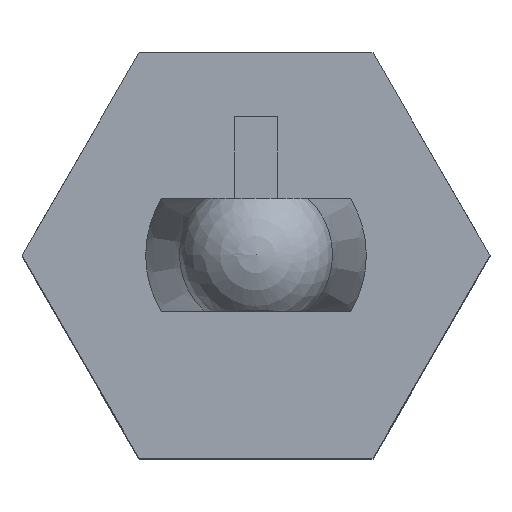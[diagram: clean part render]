
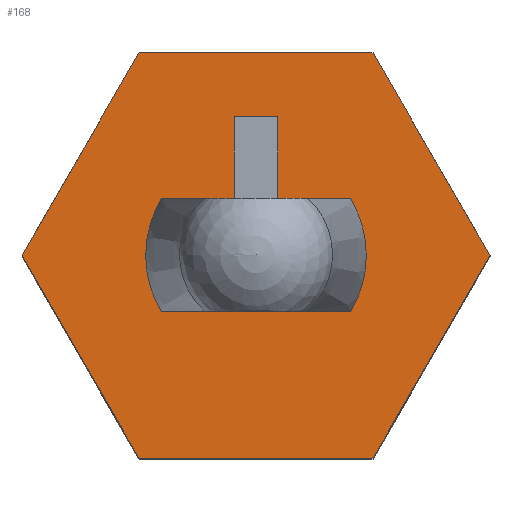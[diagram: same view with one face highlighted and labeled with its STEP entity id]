
A CAD part, top view. The second image highlights one B-rep face of the part: STEP entity #168.
In plain terms, the highlighted planar face has unit normal (0, 0, 1).
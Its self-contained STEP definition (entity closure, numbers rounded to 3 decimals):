
#168 = ADVANCED_FACE( '', ( #352, #353, #354 ), #355, .F. );
#352 = FACE_BOUND( '', #551, .T. );
#353 = FACE_BOUND( '', #552, .T. );
#354 = FACE_OUTER_BOUND( '', #553, .T. );
#355 = PLANE( '', #554 );
#551 = EDGE_LOOP( '', ( #982, #983, #984, #985 ) );
#552 = EDGE_LOOP( '', ( #986, #987, #988, #989 ) );
#553 = EDGE_LOOP( '', ( #990, #991, #992, #993, #994, #995 ) );
#554 = AXIS2_PLACEMENT_3D( '', #996, #997, #998 );
#982 = ORIENTED_EDGE( '', *, *, #1335, .T. );
#983 = ORIENTED_EDGE( '', *, *, #1359, .T. );
#984 = ORIENTED_EDGE( '', *, *, #1360, .T. );
#985 = ORIENTED_EDGE( '', *, *, #1184, .T. );
#986 = ORIENTED_EDGE( '', *, *, #1288, .T. );
#987 = ORIENTED_EDGE( '', *, *, #1361, .T. );
#988 = ORIENTED_EDGE( '', *, *, #1362, .F. );
#989 = ORIENTED_EDGE( '', *, *, #1331, .T. );
#990 = ORIENTED_EDGE( '', *, *, #1224, .F. );
#991 = ORIENTED_EDGE( '', *, *, #1314, .F. );
#992 = ORIENTED_EDGE( '', *, *, #1347, .F. );
#993 = ORIENTED_EDGE( '', *, *, #1342, .F. );
#994 = ORIENTED_EDGE( '', *, *, #1329, .F. );
#995 = ORIENTED_EDGE( '', *, *, #1363, .F. );
#996 = CARTESIAN_POINT( '', ( 0., 0., 12.7 ) );
#997 = DIRECTION( '', ( 0., 0., -1. ) );
#998 = DIRECTION( '', ( -1., 0., 0. ) );
#1184 = EDGE_CURVE( '', #1406, #1407, #1408, .T. );
#1224 = EDGE_CURVE( '', #1478, #1471, #1480, .T. );
#1288 = EDGE_CURVE( '', #1574, #1572, #1575, .T. );
#1314 = EDGE_CURVE( '', #1609, #1478, #1611, .T. );
#1329 = EDGE_CURVE( '', #1631, #1627, #1633, .T. );
#1331 = EDGE_CURVE( '', #1635, #1574, #1636, .T. );
#1335 = EDGE_CURVE( '', #1407, #1640, #1642, .T. );
#1342 = EDGE_CURVE( '', #1627, #1648, #1652, .T. );
#1347 = EDGE_CURVE( '', #1648, #1609, #1657, .T. );
#1359 = EDGE_CURVE( '', #1640, #1671, #1672, .T. );
#1360 = EDGE_CURVE( '', #1671, #1406, #1673, .T. );
#1361 = EDGE_CURVE( '', #1572, #1674, #1675, .T. );
#1362 = EDGE_CURVE( '', #1635, #1674, #1676, .T. );
#1363 = EDGE_CURVE( '', #1471, #1631, #1677, .T. );
#1406 = VERTEX_POINT( '', #1726 );
#1407 = VERTEX_POINT( '', #1727 );
#1408 = CIRCLE( '', #1728, 2. );
#1471 = VERTEX_POINT( '', #1824 );
#1478 = VERTEX_POINT( '', #1834 );
#1480 = LINE( '', #1837, #1838 );
#1572 = VERTEX_POINT( '', #1975 );
#1574 = VERTEX_POINT( '', #1983 );
#1575 = CIRCLE( '', #1984, 2. );
#1609 = VERTEX_POINT( '', #2051 );
#1611 = LINE( '', #2054, #2055 );
#1627 = VERTEX_POINT( '', #2077 );
#1631 = VERTEX_POINT( '', #2083 );
#1633 = LINE( '', #2086, #2087 );
#1635 = VERTEX_POINT( '', #2089 );
#1636 = LINE( '', #2090, #2091 );
#1640 = VERTEX_POINT( '', #2097 );
#1642 = LINE( '', #2100, #2101 );
#1648 = VERTEX_POINT( '', #2109 );
#1652 = LINE( '', #2115, #2116 );
#1657 = LINE( '', #2123, #2124 );
#1671 = VERTEX_POINT( '', #2145 );
#1672 = LINE( '', #2146, #2147 );
#1673 = LINE( '', #2148, #2149 );
#1674 = VERTEX_POINT( '', #2150 );
#1675 = LINE( '', #2151, #2152 );
#1676 = LINE( '', #2153, #2154 );
#1677 = LINE( '', #2155, #2156 );
#1726 = CARTESIAN_POINT( '', ( 1.67, 1.1, 12.7 ) );
#1727 = CARTESIAN_POINT( '', ( 1.67, -1.1, 12.7 ) );
#1728 = AXIS2_PLACEMENT_3D( '', #2210, #2211, #2212 );
#1824 = CARTESIAN_POINT( '', ( 2.281, -3.95, 12.7 ) );
#1834 = CARTESIAN_POINT( '', ( 4.561, 0., 12.7 ) );
#1837 = CARTESIAN_POINT( '', ( 4.561, 0., 12.7 ) );
#1838 = VECTOR( '', #2259, 1000. );
#1975 = CARTESIAN_POINT( '', ( -1.67, 1.1, 12.7 ) );
#1983 = CARTESIAN_POINT( '', ( -1.67, -1.1, 12.7 ) );
#1984 = AXIS2_PLACEMENT_3D( '', #2325, #2326, #2327 );
#2051 = CARTESIAN_POINT( '', ( 2.281, 3.95, 12.7 ) );
#2054 = CARTESIAN_POINT( '', ( 2.281, 3.95, 12.7 ) );
#2055 = VECTOR( '', #2346, 1000. );
#2077 = CARTESIAN_POINT( '', ( -4.561, 0., 12.7 ) );
#2083 = CARTESIAN_POINT( '', ( -2.281, -3.95, 12.7 ) );
#2086 = CARTESIAN_POINT( '', ( -4.561, 0., 12.7 ) );
#2087 = VECTOR( '', #2359, 1000. );
#2089 = CARTESIAN_POINT( '', ( -1., -1.1, 12.7 ) );
#2090 = CARTESIAN_POINT( '', ( 2.15, -1.1, 12.7 ) );
#2091 = VECTOR( '', #2360, 1000. );
#2097 = CARTESIAN_POINT( '', ( 1., -1.1, 12.7 ) );
#2100 = CARTESIAN_POINT( '', ( 2.15, -1.1, 12.7 ) );
#2101 = VECTOR( '', #2364, 1000. );
#2109 = CARTESIAN_POINT( '', ( -2.281, 3.95, 12.7 ) );
#2115 = CARTESIAN_POINT( '', ( -2.281, 3.95, 12.7 ) );
#2116 = VECTOR( '', #2369, 1000. );
#2123 = CARTESIAN_POINT( '', ( -2.281, 3.95, 12.7 ) );
#2124 = VECTOR( '', #2372, 1000. );
#2145 = CARTESIAN_POINT( '', ( 1., 1.1, 12.7 ) );
#2146 = CARTESIAN_POINT( '', ( 1., -1.1, 12.7 ) );
#2147 = VECTOR( '', #2380, 1000. );
#2148 = CARTESIAN_POINT( '', ( -2.15, 1.1, 12.7 ) );
#2149 = VECTOR( '', #2381, 1000. );
#2150 = CARTESIAN_POINT( '', ( -1., 1.1, 12.7 ) );
#2151 = CARTESIAN_POINT( '', ( -2.15, 1.1, 12.7 ) );
#2152 = VECTOR( '', #2382, 1000. );
#2153 = CARTESIAN_POINT( '', ( -1., -1.1, 12.7 ) );
#2154 = VECTOR( '', #2383, 1000. );
#2155 = CARTESIAN_POINT( '', ( 2.281, -3.95, 12.7 ) );
#2156 = VECTOR( '', #2384, 1000. );
#2210 = CARTESIAN_POINT( '', ( 0., 0., 12.7 ) );
#2211 = DIRECTION( '', ( 0., 0., -1. ) );
#2212 = DIRECTION( '', ( -1., 0., 0. ) );
#2259 = DIRECTION( '', ( -0.5, -0.866, 0. ) );
#2325 = CARTESIAN_POINT( '', ( 0., 0., 12.7 ) );
#2326 = DIRECTION( '', ( 0., 0., -1. ) );
#2327 = DIRECTION( '', ( -1., 0., 0. ) );
#2346 = DIRECTION( '', ( 0.5, -0.866, 0. ) );
#2359 = DIRECTION( '', ( -0.5, 0.866, 0. ) );
#2360 = DIRECTION( '', ( -1., 0., 0. ) );
#2364 = DIRECTION( '', ( -1., 0., 0. ) );
#2369 = DIRECTION( '', ( 0.5, 0.866, 0. ) );
#2372 = DIRECTION( '', ( 1., 0., 0. ) );
#2380 = DIRECTION( '', ( 0., 1., 0. ) );
#2381 = DIRECTION( '', ( 1., 0., 0. ) );
#2382 = DIRECTION( '', ( 1., 0., 0. ) );
#2383 = DIRECTION( '', ( 0., 1., 0. ) );
#2384 = DIRECTION( '', ( -1., 0., 0. ) );
